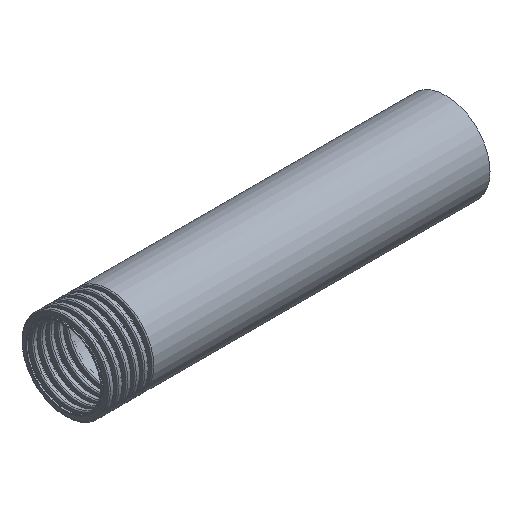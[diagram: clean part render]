
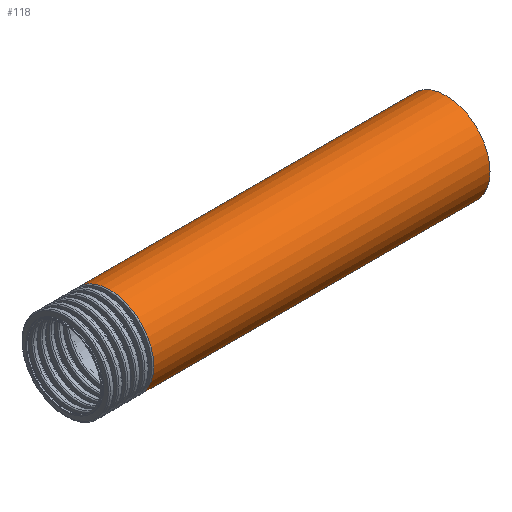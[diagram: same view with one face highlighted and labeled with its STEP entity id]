
A CAD part, isometric view. The second image highlights one B-rep face of the part: STEP entity #118.
In plain terms, the highlighted cylindrical face has radius 17.25 mm (diameter 34.5 mm), a full revolution.
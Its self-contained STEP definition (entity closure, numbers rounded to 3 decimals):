
#118 = ADVANCED_FACE( '', ( #293, #294 ), #295, .T. );
#293 = FACE_OUTER_BOUND( '', #557, .T. );
#294 = FACE_OUTER_BOUND( '', #558, .T. );
#295 = CYLINDRICAL_SURFACE( '', #559, 17.25 );
#557 = EDGE_LOOP( '', ( #907 ) );
#558 = EDGE_LOOP( '', ( #908 ) );
#559 = AXIS2_PLACEMENT_3D( '', #909, #910, #911 );
#907 = ORIENTED_EDGE( '', *, *, #1176, .T. );
#908 = ORIENTED_EDGE( '', *, *, #1175, .F. );
#909 = CARTESIAN_POINT( '', ( 150., 0., 0. ) );
#910 = DIRECTION( '', ( -1., 0., 0. ) );
#911 = DIRECTION( '', ( 0., 0., -1. ) );
#1175 = EDGE_CURVE( '', #1306, #1306, #1307, .T. );
#1176 = EDGE_CURVE( '', #1308, #1308, #1309, .T. );
#1306 = VERTEX_POINT( '', #1482 );
#1307 = CIRCLE( '', #1483, 17.25 );
#1308 = VERTEX_POINT( '', #1484 );
#1309 = CIRCLE( '', #1485, 17.25 );
#1482 = CARTESIAN_POINT( '', ( 150., 0., -17.25 ) );
#1483 = AXIS2_PLACEMENT_3D( '', #1701, #1702, #1703 );
#1484 = CARTESIAN_POINT( '', ( 18.086, 0., -17.25 ) );
#1485 = AXIS2_PLACEMENT_3D( '', #1704, #1705, #1706 );
#1701 = CARTESIAN_POINT( '', ( 150., 0., 0. ) );
#1702 = DIRECTION( '', ( 1., 0., 0. ) );
#1703 = DIRECTION( '', ( 0., 0., -1. ) );
#1704 = CARTESIAN_POINT( '', ( 18.086, 0., 0. ) );
#1705 = DIRECTION( '', ( 1., 0., 0. ) );
#1706 = DIRECTION( '', ( 0., 0., -1. ) );
